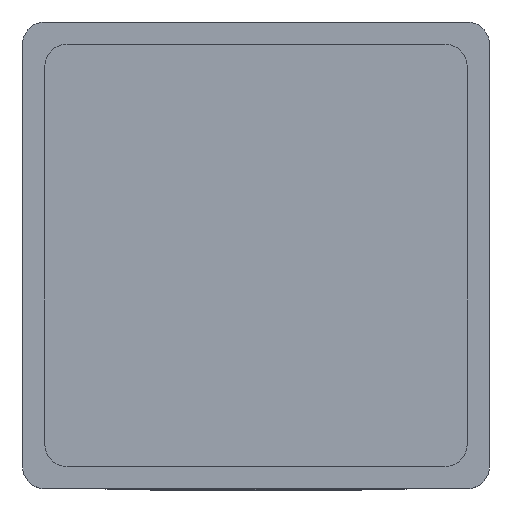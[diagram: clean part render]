
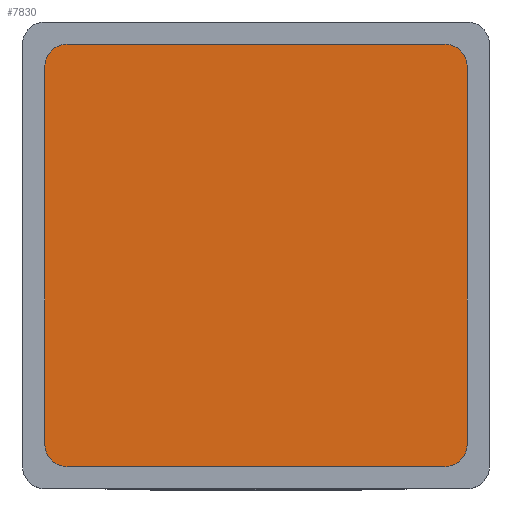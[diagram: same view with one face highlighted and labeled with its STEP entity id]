
A CAD part, top view. The second image highlights one B-rep face of the part: STEP entity #7830.
In plain terms, the highlighted planar face has unit normal (0, 0, 1).
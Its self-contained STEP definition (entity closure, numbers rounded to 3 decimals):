
#366=CIRCLE('',#8507,1.);
#368=CIRCLE('',#8511,1.);
#370=CIRCLE('',#8514,1.);
#371=CIRCLE('',#8515,1.);
#716=FACE_OUTER_BOUND('',#1130,.T.);
#1130=EDGE_LOOP('',(#6355,#6356,#6357,#6358,#6359,#6360,#6361,#6362));
#1899=LINE('',#12428,#2772);
#1904=LINE('',#12442,#2777);
#1905=LINE('',#12444,#2778);
#1906=LINE('',#12448,#2779);
#2772=VECTOR('',#10243,10.);
#2777=VECTOR('',#10256,10.);
#2778=VECTOR('',#10257,10.);
#2779=VECTOR('',#10260,10.);
#3518=VERTEX_POINT('',#12418);
#3519=VERTEX_POINT('',#12419);
#3522=VERTEX_POINT('',#12427);
#3524=VERTEX_POINT('',#12433);
#3525=VERTEX_POINT('',#12434);
#3528=VERTEX_POINT('',#12443);
#3529=VERTEX_POINT('',#12445);
#3530=VERTEX_POINT('',#12447);
#4494=EDGE_CURVE('',#3518,#3519,#366,.T.);
#4498=EDGE_CURVE('',#3522,#3518,#1899,.T.);
#4501=EDGE_CURVE('',#3524,#3525,#368,.T.);
#4505=EDGE_CURVE('',#3519,#3524,#1904,.T.);
#4506=EDGE_CURVE('',#3525,#3528,#1905,.T.);
#4507=EDGE_CURVE('',#3528,#3529,#370,.T.);
#4508=EDGE_CURVE('',#3529,#3530,#1906,.T.);
#4509=EDGE_CURVE('',#3530,#3522,#371,.T.);
#6355=ORIENTED_EDGE('',*,*,#4494,.T.);
#6356=ORIENTED_EDGE('',*,*,#4505,.T.);
#6357=ORIENTED_EDGE('',*,*,#4501,.T.);
#6358=ORIENTED_EDGE('',*,*,#4506,.T.);
#6359=ORIENTED_EDGE('',*,*,#4507,.T.);
#6360=ORIENTED_EDGE('',*,*,#4508,.T.);
#6361=ORIENTED_EDGE('',*,*,#4509,.T.);
#6362=ORIENTED_EDGE('',*,*,#4498,.T.);
#7168=PLANE('',#8513);
#7830=ADVANCED_FACE('',(#716),#7168,.T.);
#8507=AXIS2_PLACEMENT_3D('',#12420,#10235,#10236);
#8511=AXIS2_PLACEMENT_3D('',#12435,#10248,#10249);
#8513=AXIS2_PLACEMENT_3D('',#12441,#10254,#10255);
#8514=AXIS2_PLACEMENT_3D('',#12446,#10258,#10259);
#8515=AXIS2_PLACEMENT_3D('',#12449,#10261,#10262);
#10235=DIRECTION('center_axis',(0.,0.,1.));
#10236=DIRECTION('ref_axis',(-0.707,-0.707,0.));
#10243=DIRECTION('',(0.,-1.,0.));
#10248=DIRECTION('center_axis',(0.,0.,1.));
#10249=DIRECTION('ref_axis',(0.707,-0.707,0.));
#10254=DIRECTION('center_axis',(0.,0.,1.));
#10255=DIRECTION('ref_axis',(1.,0.,0.));
#10256=DIRECTION('',(1.,0.,0.));
#10257=DIRECTION('',(0.,1.,0.));
#10258=DIRECTION('center_axis',(0.,0.,1.));
#10259=DIRECTION('ref_axis',(0.707,0.707,0.));
#10260=DIRECTION('',(-1.,0.,0.));
#10261=DIRECTION('center_axis',(0.,0.,1.));
#10262=DIRECTION('ref_axis',(-0.707,0.707,0.));
#12418=CARTESIAN_POINT('',(1.,-19.,3.));
#12419=CARTESIAN_POINT('',(2.,-20.,3.));
#12420=CARTESIAN_POINT('Origin',(2.,-19.,3.));
#12427=CARTESIAN_POINT('',(1.,-2.,3.));
#12428=CARTESIAN_POINT('',(1.,-15.25,3.));
#12433=CARTESIAN_POINT('',(19.,-20.,3.));
#12434=CARTESIAN_POINT('',(20.,-19.,3.));
#12435=CARTESIAN_POINT('Origin',(19.,-19.,3.));
#12441=CARTESIAN_POINT('Origin',(10.5,-10.5,3.));
#12442=CARTESIAN_POINT('',(15.25,-20.,3.));
#12443=CARTESIAN_POINT('',(20.,-2.,3.));
#12444=CARTESIAN_POINT('',(20.,-5.75,3.));
#12445=CARTESIAN_POINT('',(19.,-1.,3.));
#12446=CARTESIAN_POINT('Origin',(19.,-2.,3.));
#12447=CARTESIAN_POINT('',(2.,-1.,3.));
#12448=CARTESIAN_POINT('',(5.75,-1.,3.));
#12449=CARTESIAN_POINT('Origin',(2.,-2.,3.));
